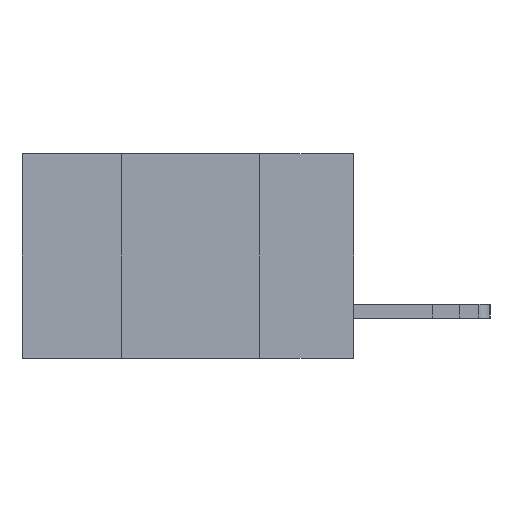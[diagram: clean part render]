
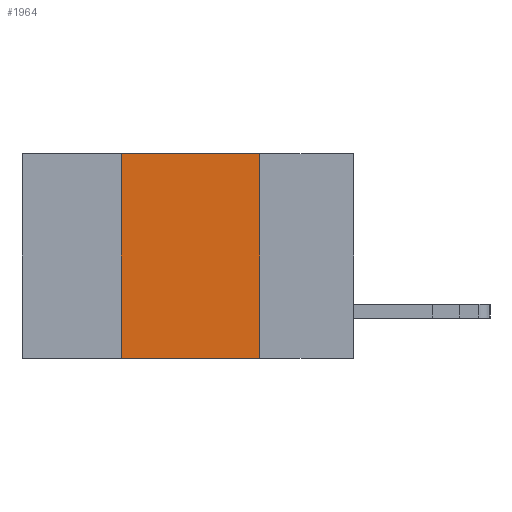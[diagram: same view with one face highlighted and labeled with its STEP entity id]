
A CAD part, left-side view. The second image highlights one B-rep face of the part: STEP entity #1964.
In plain terms, the highlighted planar face has unit normal (-1, 0, 0).
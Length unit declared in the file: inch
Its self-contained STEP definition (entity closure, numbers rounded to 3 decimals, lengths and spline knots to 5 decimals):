
#93 = EDGE_CURVE ( 'NONE', #7941, #2772, #11811, .T. ) ;
#191 = CARTESIAN_POINT ( 'NONE',  ( 0., 0.17, -0.37 ) ) ;
#668 = VECTOR ( 'NONE', #4744, 39.37008 ) ;
#758 = DIRECTION ( 'NONE',  ( 0., -1., 0. ) ) ;
#832 = VERTEX_POINT ( 'NONE', #14099 ) ;
#1063 = DIRECTION ( 'NONE',  ( 0., 0., -1. ) ) ;
#1562 = FACE_OUTER_BOUND ( 'NONE', #5362, .T. ) ;
#1786 = CARTESIAN_POINT ( 'NONE',  ( 0., 0.42, 0. ) ) ;
#1964 = ADVANCED_FACE ( 'NONE', ( #1562 ), #8098, .F. ) ;
#2373 = VECTOR ( 'NONE', #4287, 39.37008 ) ;
#2532 = EDGE_CURVE ( 'NONE', #7200, #7941, #3296, .T. ) ;
#2772 = VERTEX_POINT ( 'NONE', #191 ) ;
#2850 = DIRECTION ( 'NONE',  ( 0., 0., -1. ) ) ;
#3125 = CARTESIAN_POINT ( 'NONE',  ( 0., 0.6, 0. ) ) ;
#3296 = LINE ( 'NONE', #3125, #668 ) ;
#3327 = ORIENTED_EDGE ( 'NONE', *, *, #93, .F. ) ;
#3426 = LINE ( 'NONE', #16996, #13374 ) ;
#4287 = DIRECTION ( 'NONE',  ( 0., 0., 1. ) ) ;
#4373 = CARTESIAN_POINT ( 'NONE',  ( 0., 0.17, 0. ) ) ;
#4474 = LINE ( 'NONE', #15262, #2373 ) ;
#4744 = DIRECTION ( 'NONE',  ( 0., -1., 0. ) ) ;
#5362 = EDGE_LOOP ( 'NONE', ( #3327, #14428, #11722, #11636 ) ) ;
#7200 = VERTEX_POINT ( 'NONE', #1786 ) ;
#7941 = VERTEX_POINT ( 'NONE', #4373 ) ;
#7997 = VECTOR ( 'NONE', #1063, 39.37008 ) ;
#8098 = PLANE ( 'NONE',  #17247 ) ;
#8367 = DIRECTION ( 'NONE',  ( 1., 0., 0. ) ) ;
#10836 = EDGE_CURVE ( 'NONE', #832, #2772, #3426, .T. ) ;
#10937 = CARTESIAN_POINT ( 'NONE',  ( 0., 0.6, 0. ) ) ;
#11636 = ORIENTED_EDGE ( 'NONE', *, *, #10836, .T. ) ;
#11722 = ORIENTED_EDGE ( 'NONE', *, *, #14275, .F. ) ;
#11811 = LINE ( 'NONE', #13132, #7997 ) ;
#13132 = CARTESIAN_POINT ( 'NONE',  ( 0., 0.17, 0. ) ) ;
#13374 = VECTOR ( 'NONE', #758, 39.37008 ) ;
#14099 = CARTESIAN_POINT ( 'NONE',  ( 0., 0.42, -0.37 ) ) ;
#14275 = EDGE_CURVE ( 'NONE', #832, #7200, #4474, .T. ) ;
#14428 = ORIENTED_EDGE ( 'NONE', *, *, #2532, .F. ) ;
#15262 = CARTESIAN_POINT ( 'NONE',  ( 0., 0.42, 0. ) ) ;
#16996 = CARTESIAN_POINT ( 'NONE',  ( 0., 0.6, -0.37 ) ) ;
#17247 = AXIS2_PLACEMENT_3D ( 'NONE', #10937, #8367, #2850 ) ;
